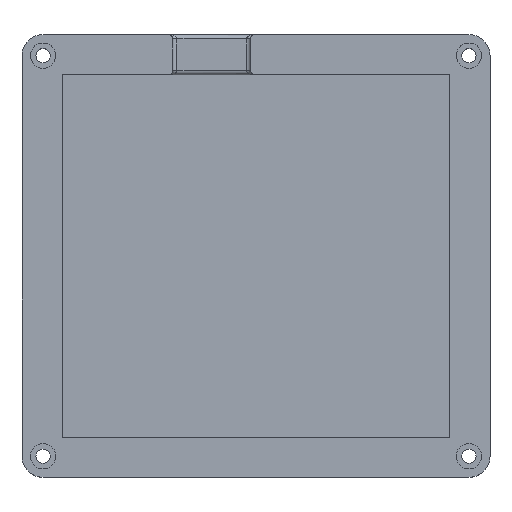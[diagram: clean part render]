
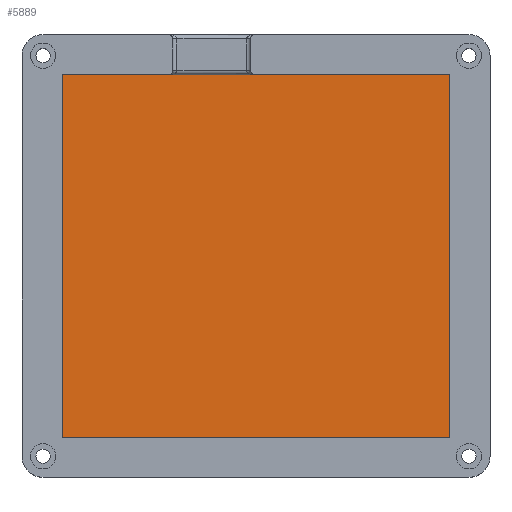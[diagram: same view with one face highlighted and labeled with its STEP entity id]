
A CAD part, top view. The second image highlights one B-rep face of the part: STEP entity #5889.
In plain terms, the highlighted planar face has unit normal (0, 0, 1).
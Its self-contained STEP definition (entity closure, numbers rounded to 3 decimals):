
#291=PLANE('',#6135);
#606=FACE_OUTER_BOUND('',#956,.T.);
#956=EDGE_LOOP('',(#5349,#5350,#5351,#5352));
#1449=LINE('',#11265,#1951);
#1475=LINE('',#11500,#1977);
#1476=LINE('',#11501,#1978);
#1477=LINE('',#11502,#1979);
#1951=VECTOR('',#6944,10.);
#1977=VECTOR('',#7082,10.);
#1978=VECTOR('',#7083,10.);
#1979=VECTOR('',#7084,10.);
#2797=VERTEX_POINT('',#11262);
#2798=VERTEX_POINT('',#11264);
#2834=VERTEX_POINT('',#11498);
#2835=VERTEX_POINT('',#11499);
#3617=EDGE_CURVE('',#2797,#2798,#1449,.T.);
#3685=EDGE_CURVE('',#2834,#2835,#1475,.T.);
#3686=EDGE_CURVE('',#2798,#2834,#1476,.T.);
#3687=EDGE_CURVE('',#2835,#2797,#1477,.T.);
#5349=ORIENTED_EDGE('',*,*,#3685,.F.);
#5350=ORIENTED_EDGE('',*,*,#3686,.F.);
#5351=ORIENTED_EDGE('',*,*,#3617,.F.);
#5352=ORIENTED_EDGE('',*,*,#3687,.F.);
#5889=ADVANCED_FACE('',(#606),#291,.T.);
#6135=AXIS2_PLACEMENT_3D('',#11497,#7080,#7081);
#6944=DIRECTION('',(1.,0.,0.));
#7080=DIRECTION('center_axis',(0.,0.,1.));
#7081=DIRECTION('ref_axis',(1.,0.,0.));
#7082=DIRECTION('',(-1.,0.,0.));
#7083=DIRECTION('',(0.,-1.,0.));
#7084=DIRECTION('',(0.,1.,0.));
#11262=CARTESIAN_POINT('',(-200.282,159.285,3.));
#11264=CARTESIAN_POINT('',(-108.282,159.285,3.));
#11265=CARTESIAN_POINT('',(-177.282,159.285,3.));
#11497=CARTESIAN_POINT('Origin',(-154.282,116.285,3.));
#11498=CARTESIAN_POINT('',(-108.282,73.285,3.));
#11499=CARTESIAN_POINT('',(-200.282,73.285,3.));
#11500=CARTESIAN_POINT('',(-131.282,73.285,3.));
#11501=CARTESIAN_POINT('',(-108.282,137.785,3.));
#11502=CARTESIAN_POINT('',(-200.282,94.785,3.));
